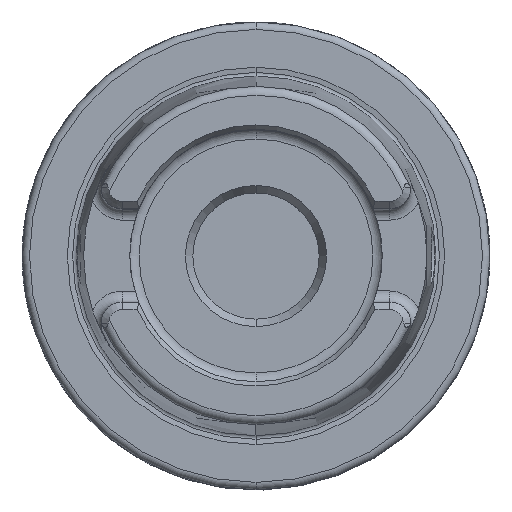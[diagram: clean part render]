
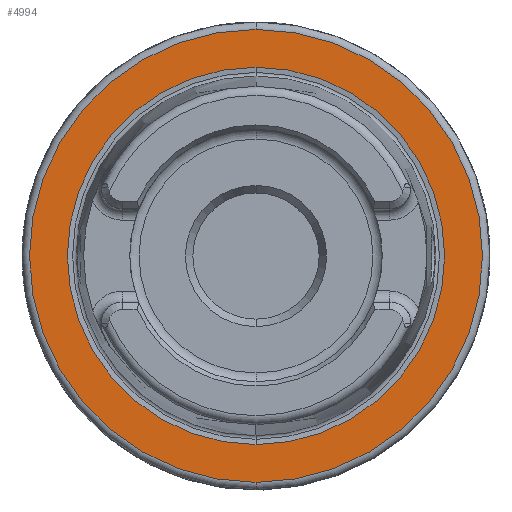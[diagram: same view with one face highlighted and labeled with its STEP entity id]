
A CAD part, top view. The second image highlights one B-rep face of the part: STEP entity #4994.
In plain terms, the highlighted planar face has unit normal (0, 0, 1).
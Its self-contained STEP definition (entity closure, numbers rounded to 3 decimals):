
#1264=CARTESIAN_POINT('',(0,0,26));
#1265=DIRECTION('',(0,0,-1));
#1266=DIRECTION('',(0,1,0));
#1267=AXIS2_PLACEMENT_3D('',#1264,#1265,#1266);
#1277=CARTESIAN_POINT('',(0,0,26));
#1278=DIRECTION('',(0,0,1));
#1279=DIRECTION('',(0,1,0));
#1280=AXIS2_PLACEMENT_3D('',#1277,#1278,#1279);
#1282=CARTESIAN_POINT('',(0,0,26));
#1283=DIRECTION('',(0,0,1));
#1284=DIRECTION('',(0,1,0));
#1285=AXIS2_PLACEMENT_3D('',#1282,#1283,#1284);
#1287=CARTESIAN_POINT('',(0,0,26));
#1288=DIRECTION('',(0,0,1));
#1289=DIRECTION('',(0,-1,0));
#1290=AXIS2_PLACEMENT_3D('',#1287,#1288,#1289);
#3171=CARTESIAN_POINT('',(0,25.409,26));
#3173=VERTEX_POINT('',#3171);
#3207=CARTESIAN_POINT('',(0,-25.409,26));
#3209=VERTEX_POINT('',#3207);
#3273=CARTESIAN_POINT('',(0,30.5,26));
#3274=CARTESIAN_POINT('',(0,-30.5,26));
#3275=VERTEX_POINT('',#3273);
#3276=VERTEX_POINT('',#3274);
#4979=CARTESIAN_POINT('',(0,0,26));
#4980=DIRECTION('',(0,0,-1));
#4981=DIRECTION('',(0,-1,0));
#4982=AXIS2_PLACEMENT_3D('',#4979,#4980,#4981);
#4983=PLANE('',#4982);
#4985=ORIENTED_EDGE('',*,*,#4984,.F.);
#4987=ORIENTED_EDGE('',*,*,#4986,.F.);
#4988=EDGE_LOOP('',(#4985,#4987));
#4989=FACE_OUTER_BOUND('',#4988,.F.);
#4990=ORIENTED_EDGE('',*,*,#4974,.T.);
#4991=ORIENTED_EDGE('',*,*,#4958,.F.);
#4992=EDGE_LOOP('',(#4990,#4991));
#4993=FACE_BOUND('',#4992,.F.);
#4994=ADVANCED_FACE('',(#4989,#4993),#4983,.F.);
#1268=CIRCLE('',#1267,25.409);
#1281=CIRCLE('',#1280,25.409);
#1286=CIRCLE('',#1285,30.5);
#1291=CIRCLE('',#1290,30.5);
#4958=EDGE_CURVE('',#3173,#3209,#1268,.T.);
#4974=EDGE_CURVE('',#3173,#3209,#1281,.T.);
#4984=EDGE_CURVE('',#3275,#3276,#1286,.T.);
#4986=EDGE_CURVE('',#3276,#3275,#1291,.T.);
